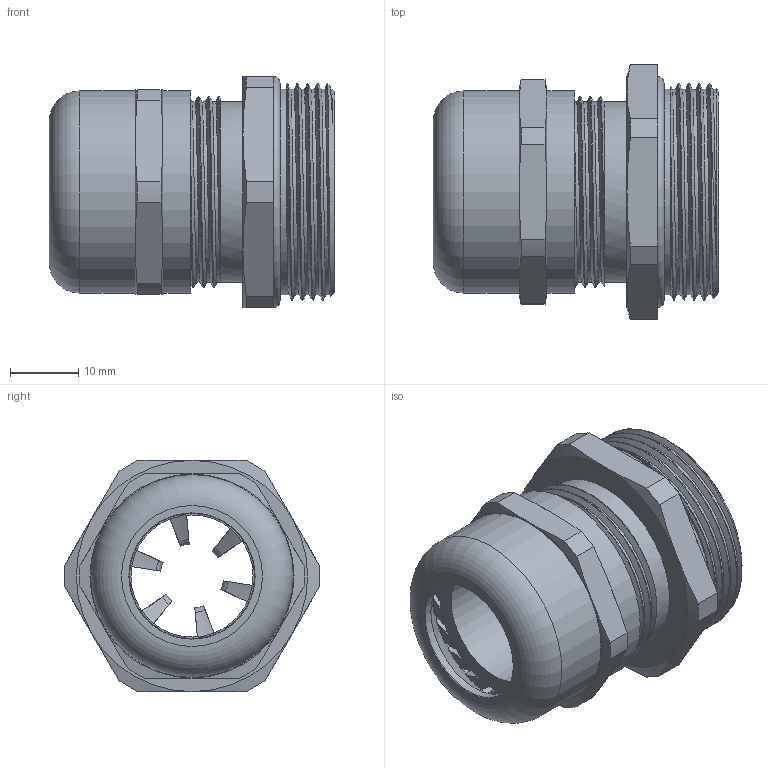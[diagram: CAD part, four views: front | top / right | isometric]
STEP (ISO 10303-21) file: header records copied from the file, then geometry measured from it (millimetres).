
FILE_DESCRIPTION(/* description */ ('Euro-Top-EMV 2. Gen. M 32x1,5'),/* implementation_level */ '2;1');
FILE_NAME(/* name */ '61080532-RST.stp',/* time_stamp */ '2020-02-13T08:04:34+01:00',/* author */ ('sl'),/* organization */ (''),/* preprocessor_version */ 'ST-DEVELOPER v16.5',/* originating_system */ 'Autodesk Inventor 2017',/* authorisation */ '');
FILE_SCHEMA (('AUTOMOTIVE_DESIGN { 1 0 10303 214 3 1 1 }'));
Length unit declared in the file: millimetre
Products named in the file (7): 61080532; 61080532_1; 61080532_2; 61080532_3; 61080532_4; 61080532_5; 61080532_6
Assembly tree (6 placements, depth 2):
  61080532
    61080532_1
    61080532_2
    61080532_3
    61080532_4
    61080532_5
    61080532_6
Bounding box: 41.96 x 37.41 x 34 mm (x, y, z)
Volume: 14239.7 mm3; surface area: 19235 mm2
Topology: 6 solids, 6 shells, 452 faces, 1261 edges, 827 vertices
Faces by surface type: plane 209, cylinder 152, cone 46, torus 39, bspline 6
Full cylindrical faces by diameter (mm): 17.95 x1, 18.37 x1, 18.7 x1, 20.6 x1, 22.04 x1, 22.65 x1, 22.75 x1, 23.31 x1, 23.87 x1, 24.15 x1, 24.25 x1, 24.95 x1, 26.558 x4, 26.67 x2, 28.452 x9, 29.71 x2, 30.258 x5
Entity records: 18217 total; most frequent: CARTESIAN_POINT 7057, ORIENTED_EDGE 2334, DIRECTION 2314, EDGE_CURVE 1167, AXIS2_PLACEMENT_3D 897, VERTEX_POINT 780, LINE 520, VECTOR 520
